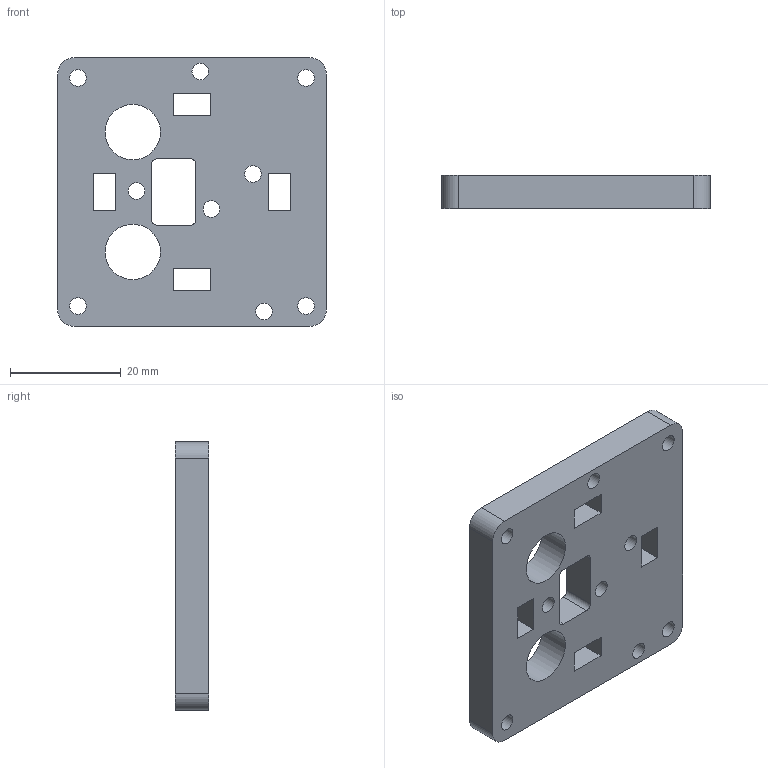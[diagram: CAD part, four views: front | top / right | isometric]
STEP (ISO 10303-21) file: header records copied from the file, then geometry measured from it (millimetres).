
FILE_DESCRIPTION (( 'STEP AP214' ), '1' );
FILE_NAME ('1059-A2P-B.STEP', '2013-05-15T14:42:43', ( '3DAssist' ), ( '' ), 'SwSTEP 2.0', 'SolidWorks 2013', '' );
FILE_SCHEMA (( 'AUTOMOTIVE_DESIGN' ));
Length unit declared in the file: millimetre
Products named in the file (1): 1059-A2P-B
Bounding box: 48.5 x 6 x 48.5 mm (x, y, z)
Volume: 11495.8 mm3; surface area: 6651.3 mm2
Topology: 1 solids, 1 shells, 100 faces, 273 edges, 182 vertices
Faces by surface type: plane 67, cylinder 19, bspline 14
Full cylindrical faces by diameter (mm): 3 x9, 10 x2
Entity records: 4166 total; most frequent: CARTESIAN_POINT 1631, ORIENTED_EDGE 524, DIRECTION 446, EDGE_CURVE 262, LINE 196, VECTOR 196, VERTEX_POINT 182, EDGE_LOOP 150
